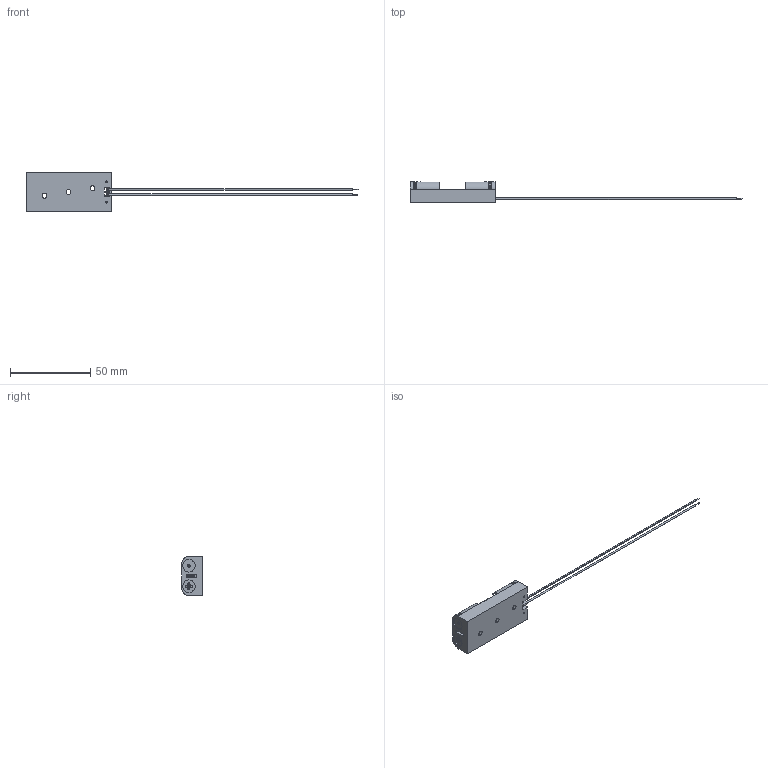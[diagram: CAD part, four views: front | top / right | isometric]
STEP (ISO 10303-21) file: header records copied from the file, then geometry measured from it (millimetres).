
FILE_DESCRIPTION (( 'STEP AP203' ), '1' );
FILE_NAME ('2469.STEP', '2018-01-05T21:16:10', ( '' ), ( '' ), 'SwSTEP 2.0', 'SolidWorks 2013', '' );
FILE_SCHEMA (( 'CONFIG_CONTROL_DESIGN' ));
Length unit declared in the file: millimetre
Products named in the file (1): 2469
Bounding box: 206.91 x 13.22 x 24.59 mm (x, y, z)
Surface area: 7896.6 mm2 (no closed solid volume)
Topology: 0 solids, 12 shells, 245 faces, 846 edges, 591 vertices
Faces by surface type: plane 145, cylinder 64, torus 20, bspline 16
Entity records: 13188 total; most frequent: CARTESIAN_POINT 5883, DIRECTION 1486, ORIENTED_EDGE 1354, EDGE_CURVE 846, VERTEX_POINT 591, VECTOR 578, LINE 578, AXIS2_PLACEMENT_3D 454
